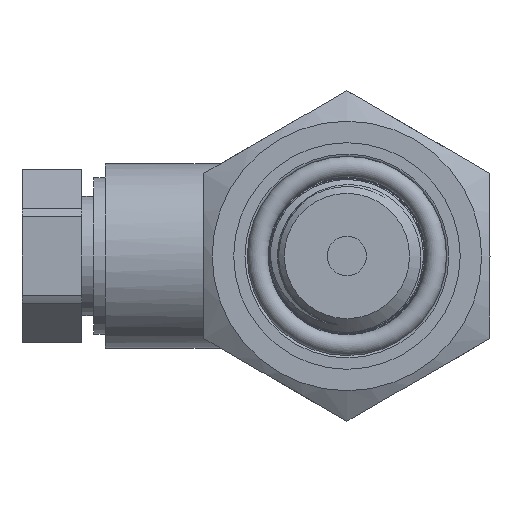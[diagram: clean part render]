
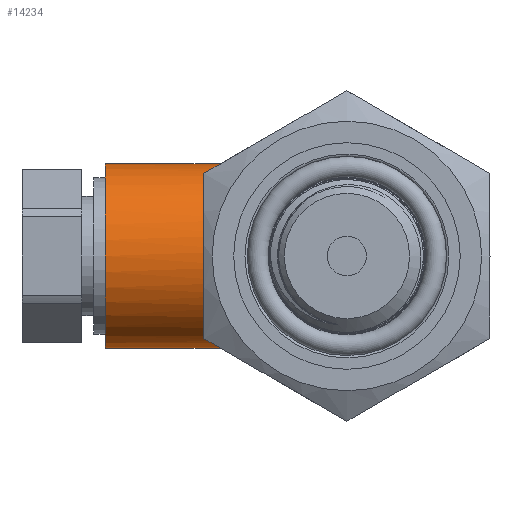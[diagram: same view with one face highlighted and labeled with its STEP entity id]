
A CAD part, left-side view. The second image highlights one B-rep face of the part: STEP entity #14234.
In plain terms, the highlighted cylindrical face has radius 7.75 mm (diameter 15.5 mm), a full revolution.
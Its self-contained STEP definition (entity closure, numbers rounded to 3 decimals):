
#94=ELLIPSE('',#14927,7.752,7.75);
#894=CYLINDRICAL_SURFACE('',#14924,7.75);
#1616=FACE_OUTER_BOUND('',#2427,.T.);
#2427=EDGE_LOOP('',(#13162,#13163,#13164,#13165,#13166,#13167,#13168,#13169,
#13170,#13171,#13172,#13173,#13174));
#2688=CIRCLE('',#14925,7.75);
#2689=CIRCLE('',#14926,7.75);
#2690=CIRCLE('',#14928,7.75);
#2691=CIRCLE('',#14929,7.75);
#2692=CIRCLE('',#14930,7.75);
#3582=B_SPLINE_CURVE_WITH_KNOTS('',3,(#91801,#91802,#91803,#91804,#91805,
#91806),.UNSPECIFIED.,.F.,.F.,(4,2,4),(0.,0.197,0.394),
 .UNSPECIFIED.);
#3587=B_SPLINE_CURVE_WITH_KNOTS('',3,(#94702,#94703,#94704,#94705,#94706,
#94707),.UNSPECIFIED.,.F.,.F.,(4,2,4),(-0.394,-0.197,
0.),.UNSPECIFIED.);
#3588=B_SPLINE_CURVE_WITH_KNOTS('',3,(#94709,#94710,#94711,#94712,#94713,
#94714),.UNSPECIFIED.,.F.,.F.,(4,2,4),(-1.208,-1.012,
-0.815),.UNSPECIFIED.);
#3589=B_SPLINE_CURVE_WITH_KNOTS('',3,(#94718,#94719,#94720,#94721,#94722,
#94723,#94724,#94725,#94726,#94727),.UNSPECIFIED.,.F.,.F.,(4,2,2,2,4),(-1.982,
-1.821,-1.654,-1.486,-1.325),
 .UNSPECIFIED.);
#3590=B_SPLINE_CURVE_WITH_KNOTS('',3,(#94730,#94731,#94732,#94733,#94734,
#94735),.UNSPECIFIED.,.F.,.F.,(4,2,4),(-0.394,-0.197,
0.),.UNSPECIFIED.);
#4510=LINE('',#94694,#5521);
#5521=VECTOR('',#17129,7.75);
#6975=VERTEX_POINT('',#91798);
#6976=VERTEX_POINT('',#91800);
#6979=VERTEX_POINT('',#94692);
#6980=VERTEX_POINT('',#94695);
#6981=VERTEX_POINT('',#94697);
#6982=VERTEX_POINT('',#94699);
#6983=VERTEX_POINT('',#94701);
#6984=VERTEX_POINT('',#94708);
#6985=VERTEX_POINT('',#94715);
#6986=VERTEX_POINT('',#94717);
#6987=VERTEX_POINT('',#94728);
#9065=EDGE_CURVE('',#6976,#6975,#3582,.T.);
#9074=EDGE_CURVE('',#6979,#6979,#2688,.T.);
#9075=EDGE_CURVE('',#6979,#6976,#4510,.T.);
#9076=EDGE_CURVE('',#6975,#6980,#2689,.F.);
#9077=EDGE_CURVE('',#6980,#6981,#94,.F.);
#9078=EDGE_CURVE('',#6981,#6982,#2690,.F.);
#9079=EDGE_CURVE('',#6982,#6983,#3587,.T.);
#9080=EDGE_CURVE('',#6983,#6984,#3588,.T.);
#9081=EDGE_CURVE('',#6984,#6985,#2691,.F.);
#9082=EDGE_CURVE('',#6985,#6986,#3589,.T.);
#9083=EDGE_CURVE('',#6986,#6987,#2692,.F.);
#9084=EDGE_CURVE('',#6987,#6976,#3590,.T.);
#13162=ORIENTED_EDGE('',*,*,#9074,.T.);
#13163=ORIENTED_EDGE('',*,*,#9075,.T.);
#13164=ORIENTED_EDGE('',*,*,#9065,.T.);
#13165=ORIENTED_EDGE('',*,*,#9076,.T.);
#13166=ORIENTED_EDGE('',*,*,#9077,.T.);
#13167=ORIENTED_EDGE('',*,*,#9078,.T.);
#13168=ORIENTED_EDGE('',*,*,#9079,.T.);
#13169=ORIENTED_EDGE('',*,*,#9080,.T.);
#13170=ORIENTED_EDGE('',*,*,#9081,.T.);
#13171=ORIENTED_EDGE('',*,*,#9082,.T.);
#13172=ORIENTED_EDGE('',*,*,#9083,.T.);
#13173=ORIENTED_EDGE('',*,*,#9084,.T.);
#13174=ORIENTED_EDGE('',*,*,#9075,.F.);
#14234=ADVANCED_FACE('',(#1616),#894,.T.);
#14924=AXIS2_PLACEMENT_3D('',#94691,#17125,#17126);
#14925=AXIS2_PLACEMENT_3D('',#94693,#17127,#17128);
#14926=AXIS2_PLACEMENT_3D('',#94696,#17130,#17131);
#14927=AXIS2_PLACEMENT_3D('',#94698,#17132,#17133);
#14928=AXIS2_PLACEMENT_3D('',#94700,#17134,#17135);
#14929=AXIS2_PLACEMENT_3D('',#94716,#17136,#17137);
#14930=AXIS2_PLACEMENT_3D('',#94729,#17138,#17139);
#17125=DIRECTION('center_axis',(0.,1.,0.));
#17126=DIRECTION('ref_axis',(0.,0.,-1.));
#17127=DIRECTION('center_axis',(0.,-1.,0.));
#17128=DIRECTION('ref_axis',(0.,0.,-1.));
#17129=DIRECTION('',(0.,-1.,0.));
#17130=DIRECTION('center_axis',(0.,-1.,0.));
#17131=DIRECTION('ref_axis',(0.,0.,-1.));
#17132=DIRECTION('center_axis',(-0.021,-1.,
0.));
#17133=DIRECTION('ref_axis',(1.,-0.021,0.));
#17134=DIRECTION('center_axis',(0.,-1.,0.));
#17135=DIRECTION('ref_axis',(0.,0.,-1.));
#17136=DIRECTION('center_axis',(0.,-1.,0.));
#17137=DIRECTION('ref_axis',(0.,0.,-1.));
#17138=DIRECTION('center_axis',(0.,-1.,0.));
#17139=DIRECTION('ref_axis',(0.,0.,-1.));
#91798=CARTESIAN_POINT('',(3.808,7.75,6.75));
#91800=CARTESIAN_POINT('',(0.,6.75,7.75));
#91801=CARTESIAN_POINT('Ctrl Pts',(0.,6.75,7.75));
#91802=CARTESIAN_POINT('Ctrl Pts',(0.618,6.972,7.75));
#91803=CARTESIAN_POINT('Ctrl Pts',(1.289,7.215,7.672));
#91804=CARTESIAN_POINT('Ctrl Pts',(2.598,7.602,7.333));
#91805=CARTESIAN_POINT('Ctrl Pts',(3.236,7.75,7.072));
#91806=CARTESIAN_POINT('Ctrl Pts',(3.808,7.75,6.75));
#94691=CARTESIAN_POINT('Origin',(0.,3.5,0.));
#94692=CARTESIAN_POINT('',(0.,20.25,7.75));
#94693=CARTESIAN_POINT('Origin',(0.,20.25,0.));
#94694=CARTESIAN_POINT('',(0.,3.5,7.75));
#94695=CARTESIAN_POINT('',(6.5,7.75,4.22));
#94696=CARTESIAN_POINT('Origin',(0.,7.75,0.));
#94697=CARTESIAN_POINT('',(6.5,7.75,-4.22));
#94698=CARTESIAN_POINT('Origin',(0.,7.885,0.));
#94699=CARTESIAN_POINT('',(3.808,7.75,-6.75));
#94700=CARTESIAN_POINT('Origin',(0.,7.75,0.));
#94701=CARTESIAN_POINT('',(0.,6.75,-7.75));
#94702=CARTESIAN_POINT('Ctrl Pts',(3.808,7.75,-6.75));
#94703=CARTESIAN_POINT('Ctrl Pts',(3.236,7.75,-7.072));
#94704=CARTESIAN_POINT('Ctrl Pts',(2.598,7.602,-7.333));
#94705=CARTESIAN_POINT('Ctrl Pts',(1.289,7.215,-7.672));
#94706=CARTESIAN_POINT('Ctrl Pts',(0.618,6.972,-7.75));
#94707=CARTESIAN_POINT('Ctrl Pts',(0.,6.75,-7.75));
#94708=CARTESIAN_POINT('',(-3.808,7.75,-6.75));
#94709=CARTESIAN_POINT('Ctrl Pts',(0.,6.75,-7.75));
#94710=CARTESIAN_POINT('Ctrl Pts',(-0.618,6.972,-7.75));
#94711=CARTESIAN_POINT('Ctrl Pts',(-1.289,7.215,-7.672));
#94712=CARTESIAN_POINT('Ctrl Pts',(-2.598,7.602,-7.333));
#94713=CARTESIAN_POINT('Ctrl Pts',(-3.236,7.75,-7.072));
#94714=CARTESIAN_POINT('Ctrl Pts',(-3.808,7.75,-6.75));
#94715=CARTESIAN_POINT('',(-7.,7.75,-3.326));
#94716=CARTESIAN_POINT('Origin',(0.,7.75,0.));
#94717=CARTESIAN_POINT('',(-7.,7.75,3.326));
#94718=CARTESIAN_POINT('Ctrl Pts',(-7.,7.75,-3.326));
#94719=CARTESIAN_POINT('Ctrl Pts',(-7.232,7.75,-2.839));
#94720=CARTESIAN_POINT('Ctrl Pts',(-7.424,7.668,-2.295));
#94721=CARTESIAN_POINT('Ctrl Pts',(-7.686,7.495,-1.157));
#94722=CARTESIAN_POINT('Ctrl Pts',(-7.75,7.411,-0.559));
#94723=CARTESIAN_POINT('Ctrl Pts',(-7.75,7.411,0.559));
#94724=CARTESIAN_POINT('Ctrl Pts',(-7.686,7.495,1.157));
#94725=CARTESIAN_POINT('Ctrl Pts',(-7.424,7.668,2.295));
#94726=CARTESIAN_POINT('Ctrl Pts',(-7.232,7.75,2.839));
#94727=CARTESIAN_POINT('Ctrl Pts',(-7.,7.75,3.326));
#94728=CARTESIAN_POINT('',(-3.808,7.75,6.75));
#94729=CARTESIAN_POINT('Origin',(0.,7.75,0.));
#94730=CARTESIAN_POINT('Ctrl Pts',(-3.808,7.75,6.75));
#94731=CARTESIAN_POINT('Ctrl Pts',(-3.236,7.75,7.072));
#94732=CARTESIAN_POINT('Ctrl Pts',(-2.598,7.602,7.333));
#94733=CARTESIAN_POINT('Ctrl Pts',(-1.289,7.215,7.672));
#94734=CARTESIAN_POINT('Ctrl Pts',(-0.618,6.972,7.75));
#94735=CARTESIAN_POINT('Ctrl Pts',(0.,6.75,7.75));
